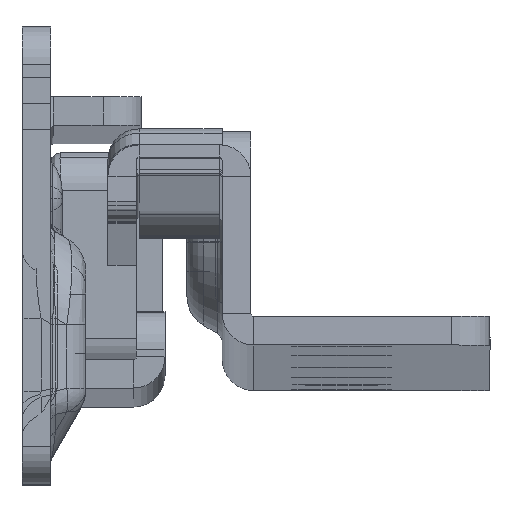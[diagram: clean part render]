
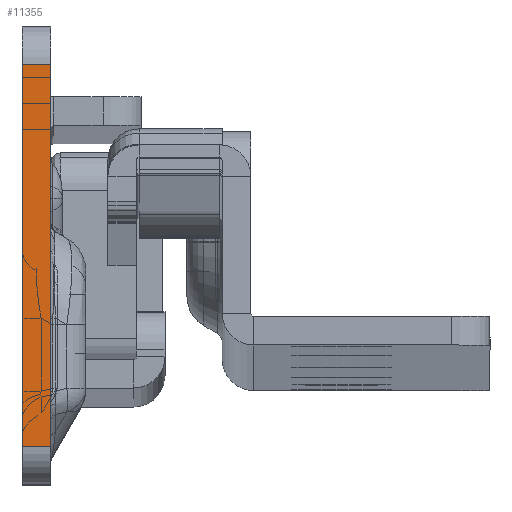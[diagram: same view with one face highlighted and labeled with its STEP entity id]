
A CAD part, top view. The second image highlights one B-rep face of the part: STEP entity #11355.
In plain terms, the highlighted planar face has unit normal (0, 0, 1).
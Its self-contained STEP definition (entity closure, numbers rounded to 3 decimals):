
#340 = DIRECTION ( 'NONE',  ( 0., -1., 0. ) ) ;
#412 = LINE ( 'NONE', #5921, #17602 ) ;
#925 = EDGE_CURVE ( 'NONE', #9763, #7625, #1849, .T. ) ;
#1849 = LINE ( 'NONE', #7358, #5324 ) ;
#2459 = CARTESIAN_POINT ( 'NONE',  ( 0., 18.3, 0. ) ) ;
#2799 = AXIS2_PLACEMENT_3D ( 'NONE', #13511, #3581, #10803 ) ;
#2871 = LINE ( 'NONE', #12548, #11587 ) ;
#3581 = DIRECTION ( 'NONE',  ( 0., 0., 1. ) ) ;
#4077 = ORIENTED_EDGE ( 'NONE', *, *, #12264, .T. ) ;
#5291 = CARTESIAN_POINT ( 'NONE',  ( -3., 18.3, 0. ) ) ;
#5324 = VECTOR ( 'NONE', #10089, 1000. ) ;
#5887 = ORIENTED_EDGE ( 'NONE', *, *, #925, .T. ) ;
#5921 = CARTESIAN_POINT ( 'NONE',  ( -142.194, -21.7, 0. ) ) ;
#6263 = VERTEX_POINT ( 'NONE', #2459 ) ;
#6376 = ORIENTED_EDGE ( 'NONE', *, *, #16161, .F. ) ;
#7358 = CARTESIAN_POINT ( 'NONE',  ( -3., -29.094, 0. ) ) ;
#7625 = VERTEX_POINT ( 'NONE', #17571 ) ;
#7976 = PLANE ( 'NONE',  #2799 ) ;
#9763 = VERTEX_POINT ( 'NONE', #5291 ) ;
#9879 = EDGE_CURVE ( 'NONE', #9763, #6263, #14072, .T. ) ;
#10089 = DIRECTION ( 'NONE',  ( 0., -1., 0. ) ) ;
#10786 = VECTOR ( 'NONE', #14346, 1000. ) ;
#10803 = DIRECTION ( 'NONE',  ( 1., 0., 0. ) ) ;
#11355 = ADVANCED_FACE ( 'NONE', ( #13161 ), #7976, .T. ) ;
#11536 = CARTESIAN_POINT ( 'NONE',  ( -3., 18.3, 0. ) ) ;
#11587 = VECTOR ( 'NONE', #340, 1000. ) ;
#12264 = EDGE_CURVE ( 'NONE', #7625, #13675, #412, .T. ) ;
#12548 = CARTESIAN_POINT ( 'NONE',  ( 0., -29.094, 0. ) ) ;
#13161 = FACE_OUTER_BOUND ( 'NONE', #15070, .T. ) ;
#13511 = CARTESIAN_POINT ( 'NONE',  ( -3., -29.094, 0. ) ) ;
#13675 = VERTEX_POINT ( 'NONE', #16820 ) ;
#14014 = ORIENTED_EDGE ( 'NONE', *, *, #9879, .F. ) ;
#14072 = LINE ( 'NONE', #11536, #10786 ) ;
#14346 = DIRECTION ( 'NONE',  ( 1., 0., 0. ) ) ;
#14539 = DIRECTION ( 'NONE',  ( 1., 0., 0. ) ) ;
#15070 = EDGE_LOOP ( 'NONE', ( #6376, #14014, #5887, #4077 ) ) ;
#16161 = EDGE_CURVE ( 'NONE', #6263, #13675, #2871, .T. ) ;
#16820 = CARTESIAN_POINT ( 'NONE',  ( 0., -21.7, 0. ) ) ;
#17571 = CARTESIAN_POINT ( 'NONE',  ( -3., -21.7, 0. ) ) ;
#17602 = VECTOR ( 'NONE', #14539, 1000. ) ;
